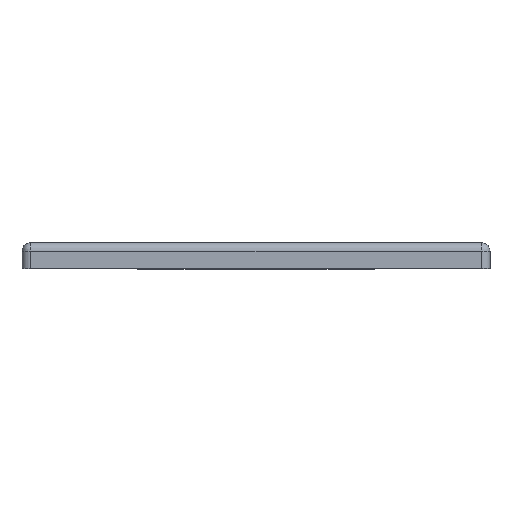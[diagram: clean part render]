
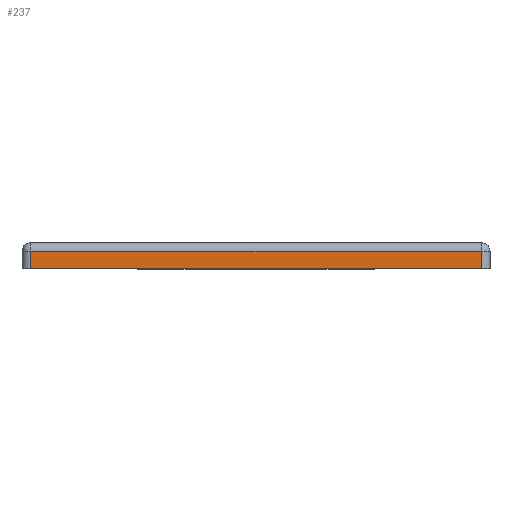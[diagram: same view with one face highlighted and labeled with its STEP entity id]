
A CAD part, top view. The second image highlights one B-rep face of the part: STEP entity #237.
In plain terms, the highlighted planar face has unit normal (0, 0, 1).
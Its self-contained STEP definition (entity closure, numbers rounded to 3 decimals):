
#47 = VECTOR ( 'NONE', #425, 1000. ) ;
#51 = VECTOR ( 'NONE', #446, 1000. ) ;
#54 = LINE ( 'NONE', #440, #47 ) ;
#56 = LINE ( 'NONE', #488, #51 ) ;
#75 = VECTOR ( 'NONE', #508, 1000. ) ;
#77 = LINE ( 'NONE', #522, #75 ) ;
#159 = VECTOR ( 'NONE', #1090, 1000. ) ;
#175 = LINE ( 'NONE', #1093, #159 ) ;
#237 = ADVANCED_FACE ( 'NONE', ( #962 ), #1018, .F. ) ;
#257 = ORIENTED_EDGE ( 'NONE', *, *, #1534, .T. ) ;
#408 = CARTESIAN_POINT ( 'NONE',  ( -53., 4., 55. ) ) ;
#420 = VERTEX_POINT ( 'NONE', #603 ) ;
#425 = DIRECTION ( 'NONE',  ( 0., -1., 0. ) ) ;
#440 = CARTESIAN_POINT ( 'NONE',  ( -53., 6., 55. ) ) ;
#443 = ORIENTED_EDGE ( 'NONE', *, *, #1590, .T. ) ;
#446 = DIRECTION ( 'NONE',  ( -1., 0., 0. ) ) ;
#456 = CARTESIAN_POINT ( 'NONE',  ( -53., 0., 55. ) ) ;
#485 = ORIENTED_EDGE ( 'NONE', *, *, #1588, .T. ) ;
#488 = CARTESIAN_POINT ( 'NONE',  ( -53., 4., 55. ) ) ;
#508 = DIRECTION ( 'NONE',  ( 0., 1., 0. ) ) ;
#511 = CARTESIAN_POINT ( 'NONE',  ( 53., 4., 55. ) ) ;
#522 = CARTESIAN_POINT ( 'NONE',  ( 53., 6., 55. ) ) ;
#592 = VERTEX_POINT ( 'NONE', #511 ) ;
#603 = CARTESIAN_POINT ( 'NONE',  ( 53., 0., 55. ) ) ;
#962 = FACE_OUTER_BOUND ( 'NONE', #1424, .T. ) ;
#1015 = DIRECTION ( 'NONE',  ( -1., 0., 0. ) ) ;
#1018 = PLANE ( 'NONE',  #1123 ) ;
#1029 = CARTESIAN_POINT ( 'NONE',  ( -55., 6., 55. ) ) ;
#1033 = DIRECTION ( 'NONE',  ( 0., 0., -1. ) ) ;
#1056 = VERTEX_POINT ( 'NONE', #456 ) ;
#1090 = DIRECTION ( 'NONE',  ( 1., 0., 0. ) ) ;
#1093 = CARTESIAN_POINT ( 'NONE',  ( -55., 0., 55. ) ) ;
#1123 = AXIS2_PLACEMENT_3D ( 'NONE', #1029, #1033, #1015 ) ;
#1149 = VERTEX_POINT ( 'NONE', #408 ) ;
#1424 = EDGE_LOOP ( 'NONE', ( #485, #1583, #443, #257 ) ) ;
#1534 = EDGE_CURVE ( 'NONE', #1056, #420, #175, .T. ) ;
#1583 = ORIENTED_EDGE ( 'NONE', *, *, #1589, .T. ) ;
#1588 = EDGE_CURVE ( 'NONE', #420, #592, #77, .T. ) ;
#1589 = EDGE_CURVE ( 'NONE', #592, #1149, #56, .T. ) ;
#1590 = EDGE_CURVE ( 'NONE', #1149, #1056, #54, .T. ) ;
